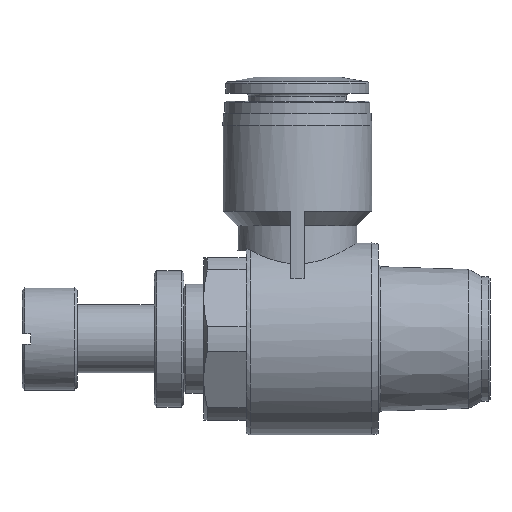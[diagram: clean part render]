
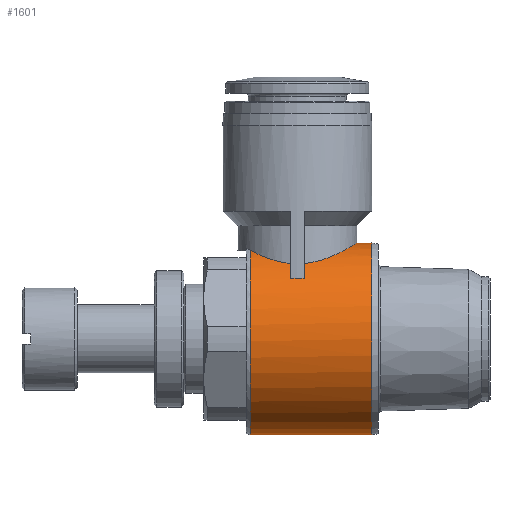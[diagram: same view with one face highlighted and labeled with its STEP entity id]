
A CAD part, left-side view. The second image highlights one B-rep face of the part: STEP entity #1601.
In plain terms, the highlighted cylindrical face has radius 11.25 mm (diameter 22.5 mm), a full revolution.
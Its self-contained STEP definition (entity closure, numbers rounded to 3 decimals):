
#34=CYLINDRICAL_SURFACE('',#1729,11.25);
#64=B_SPLINE_CURVE_WITH_KNOTS('',3,(#2321,#2322,#2323,#2324,#2325),
 .UNSPECIFIED.,.F.,.F.,(4,1,4),(0.03,0.033,0.036),
 .UNSPECIFIED.);
#65=B_SPLINE_CURVE_WITH_KNOTS('',3,(#2333,#2334,#2335,#2336,#2337),
 .UNSPECIFIED.,.F.,.F.,(4,1,4),(0.,0.003,0.006),
 .UNSPECIFIED.);
#67=B_SPLINE_CURVE_WITH_KNOTS('',3,(#2344,#2345,#2346,#2347,#2348,#2349,
#2350,#2351,#2352,#2353,#2354),.UNSPECIFIED.,.F.,.F.,(4,1,1,1,1,1,1,1,4),
(0.007,0.01,0.013,0.015,
0.018,0.02,0.023,0.026,
0.028),.UNSPECIFIED.);
#68=B_SPLINE_CURVE_WITH_KNOTS('',3,(#2368,#2369,#2370,#2371),
 .UNSPECIFIED.,.F.,.F.,(4,4),(0.013,0.014),
 .UNSPECIFIED.);
#69=B_SPLINE_CURVE_WITH_KNOTS('',3,(#2379,#2380,#2381,#2382),
 .UNSPECIFIED.,.F.,.F.,(4,4),(0.005,0.007),
 .UNSPECIFIED.);
#328=ORIENTED_EDGE('',*,*,#557,.F.);
#329=ORIENTED_EDGE('',*,*,#556,.T.);
#330=ORIENTED_EDGE('',*,*,#514,.T.);
#331=ORIENTED_EDGE('',*,*,#545,.T.);
#332=ORIENTED_EDGE('',*,*,#526,.T.);
#333=ORIENTED_EDGE('',*,*,#544,.T.);
#334=ORIENTED_EDGE('',*,*,#516,.T.);
#335=ORIENTED_EDGE('',*,*,#547,.T.);
#336=ORIENTED_EDGE('',*,*,#522,.T.);
#337=ORIENTED_EDGE('',*,*,#546,.T.);
#338=ORIENTED_EDGE('',*,*,#510,.T.);
#510=EDGE_CURVE('',#638,#637,#64,.T.);
#514=EDGE_CURVE('',#642,#641,#65,.T.);
#516=EDGE_CURVE('',#643,#644,#67,.T.);
#522=EDGE_CURVE('',#650,#649,#68,.T.);
#526=EDGE_CURVE('',#654,#653,#69,.T.);
#544=EDGE_CURVE('',#653,#643,#730,.F.);
#545=EDGE_CURVE('',#641,#654,#731,.F.);
#546=EDGE_CURVE('',#649,#638,#732,.F.);
#547=EDGE_CURVE('',#644,#650,#733,.F.);
#556=EDGE_CURVE('',#637,#642,#741,.T.);
#557=EDGE_CURVE('',#667,#667,#742,.T.);
#637=VERTEX_POINT('',#2320);
#638=VERTEX_POINT('',#2326);
#641=VERTEX_POINT('',#2332);
#642=VERTEX_POINT('',#2338);
#643=VERTEX_POINT('',#2355);
#644=VERTEX_POINT('',#2356);
#649=VERTEX_POINT('',#2367);
#650=VERTEX_POINT('',#2372);
#653=VERTEX_POINT('',#2378);
#654=VERTEX_POINT('',#2383);
#667=VERTEX_POINT('',#2459);
#730=CIRCLE('',#1712,11.25);
#731=CIRCLE('',#1714,11.25);
#732=CIRCLE('',#1716,11.25);
#733=CIRCLE('',#1718,11.25);
#741=CIRCLE('',#1728,11.25);
#742=CIRCLE('',#1730,11.25);
#821=EDGE_LOOP('',(#328));
#822=EDGE_LOOP('',(#329,#330,#331,#332,#333,#334,#335,#336,#337,#338));
#937=FACE_BOUND('',#821,.T.);
#938=FACE_BOUND('',#822,.T.);
#1601=ADVANCED_FACE('',(#937,#938),#34,.T.);
#1712=AXIS2_PLACEMENT_3D('',#2439,#1961,#1962);
#1714=AXIS2_PLACEMENT_3D('',#2441,#1965,#1966);
#1716=AXIS2_PLACEMENT_3D('',#2443,#1969,#1970);
#1718=AXIS2_PLACEMENT_3D('',#2445,#1973,#1974);
#1728=AXIS2_PLACEMENT_3D('',#2456,#1994,#1995);
#1729=AXIS2_PLACEMENT_3D('',#2457,#1996,#1997);
#1730=AXIS2_PLACEMENT_3D('',#2458,#1998,#1999);
#1961=DIRECTION('',(0.,1.,0.));
#1962=DIRECTION('',(0.,0.,1.));
#1965=DIRECTION('',(0.,-1.,0.));
#1966=DIRECTION('',(0.,0.,-1.));
#1969=DIRECTION('',(0.,-1.,0.));
#1970=DIRECTION('',(0.,0.,-1.));
#1973=DIRECTION('',(0.,1.,0.));
#1974=DIRECTION('',(0.,0.,1.));
#1994=DIRECTION('',(0.,-1.,0.));
#1995=DIRECTION('',(0.,0.,-1.));
#1996=DIRECTION('',(0.,-1.,0.));
#1997=DIRECTION('',(0.,0.,-1.));
#1998=DIRECTION('',(0.,-1.,0.));
#1999=DIRECTION('',(0.,0.,-1.));
#2320=CARTESIAN_POINT('',(-4.32,-26.792,10.387));
#2321=CARTESIAN_POINT('',(-6.954,-31.5,8.843));
#2322=CARTESIAN_POINT('',(-6.845,-30.554,8.929));
#2323=CARTESIAN_POINT('',(-6.235,-28.74,9.411));
#2324=CARTESIAN_POINT('',(-5.044,-27.36,10.087));
#2325=CARTESIAN_POINT('',(-4.32,-26.792,10.387));
#2326=CARTESIAN_POINT('',(-6.954,-31.5,8.843));
#2332=CARTESIAN_POINT('',(6.954,-31.5,8.843));
#2333=CARTESIAN_POINT('',(4.32,-26.792,10.387));
#2334=CARTESIAN_POINT('',(5.046,-27.361,10.086));
#2335=CARTESIAN_POINT('',(6.235,-28.743,9.41));
#2336=CARTESIAN_POINT('',(6.845,-30.549,8.929));
#2337=CARTESIAN_POINT('',(6.954,-31.5,8.843));
#2338=CARTESIAN_POINT('',(4.32,-26.792,10.387));
#2344=CARTESIAN_POINT('',(6.954,-33.1,8.843));
#2345=CARTESIAN_POINT('',(6.854,-33.97,8.922));
#2346=CARTESIAN_POINT('',(6.329,-35.629,9.337));
#2347=CARTESIAN_POINT('',(4.787,-37.606,10.25));
#2348=CARTESIAN_POINT('',(2.63,-38.957,11.032));
#2349=CARTESIAN_POINT('',(0.015,-39.47,11.358));
#2350=CARTESIAN_POINT('',(-2.622,-38.964,11.036));
#2351=CARTESIAN_POINT('',(-4.792,-37.602,10.248));
#2352=CARTESIAN_POINT('',(-6.33,-35.627,9.336));
#2353=CARTESIAN_POINT('',(-6.855,-33.966,8.922));
#2354=CARTESIAN_POINT('',(-6.954,-33.1,8.843));
#2355=CARTESIAN_POINT('',(6.954,-33.1,8.843));
#2356=CARTESIAN_POINT('',(-6.954,-33.1,8.843));
#2367=CARTESIAN_POINT('',(-8.713,-31.5,7.116));
#2368=CARTESIAN_POINT('',(-8.713,-33.1,7.116));
#2369=CARTESIAN_POINT('',(-8.762,-32.569,7.057));
#2370=CARTESIAN_POINT('',(-8.762,-32.027,7.057));
#2371=CARTESIAN_POINT('',(-8.713,-31.5,7.116));
#2372=CARTESIAN_POINT('',(-8.713,-33.1,7.116));
#2378=CARTESIAN_POINT('',(8.713,-33.1,7.116));
#2379=CARTESIAN_POINT('',(8.713,-31.5,7.116));
#2380=CARTESIAN_POINT('',(8.762,-32.034,7.056));
#2381=CARTESIAN_POINT('',(8.762,-32.567,7.056));
#2382=CARTESIAN_POINT('',(8.713,-33.1,7.116));
#2383=CARTESIAN_POINT('',(8.713,-31.5,7.116));
#2439=CARTESIAN_POINT('',(0.,-33.1,0.));
#2441=CARTESIAN_POINT('',(0.,-31.5,0.));
#2443=CARTESIAN_POINT('',(0.,-31.5,0.));
#2445=CARTESIAN_POINT('',(0.,-33.1,0.));
#2456=CARTESIAN_POINT('',(0.,-26.792,0.));
#2457=CARTESIAN_POINT('',(0.,-54.9,0.));
#2458=CARTESIAN_POINT('',(0.,-41.012,0.));
#2459=CARTESIAN_POINT('',(0.,-41.012,-11.25));
